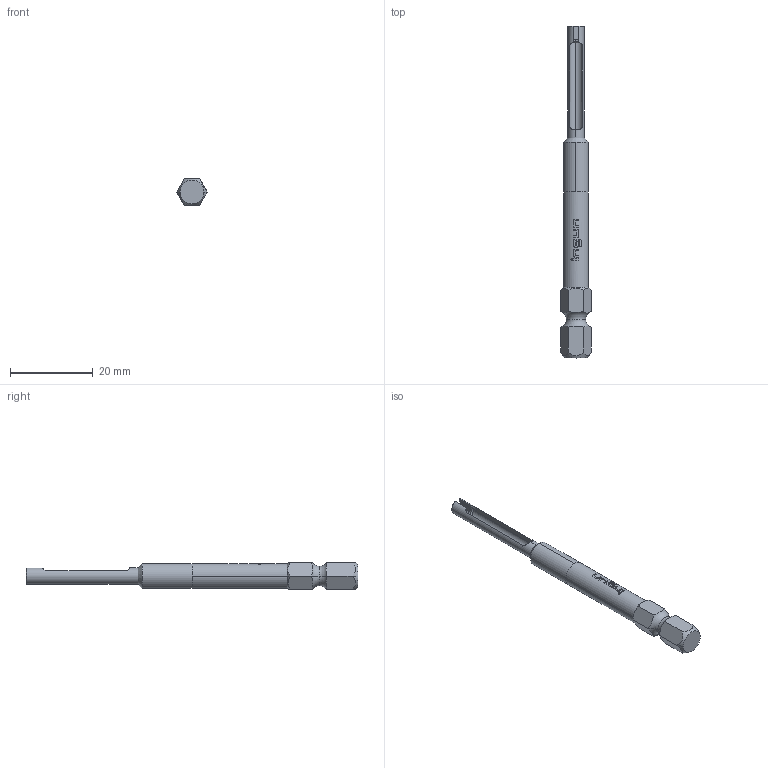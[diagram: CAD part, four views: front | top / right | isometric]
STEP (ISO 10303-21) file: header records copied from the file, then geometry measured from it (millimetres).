
FILE_DESCRIPTION (( 'STEP AP203' ), '1' );
FILE_NAME ('INGUN_BIT-VF-3_M.STEP', '2022-03-09T14:42:31', ( 'ochi' ), ( '' ), 'SwSTEP 2.0', 'SolidWorks 2018', '' );
FILE_SCHEMA (( 'CONFIG_CONTROL_DESIGN' ));
Length unit declared in the file: millimetre
Products named in the file (1): INGUN_BIT-VF-3_M
Bounding box: 7.33 x 80 x 6.35 mm (x, y, z)
Volume: 1622.8 mm3; surface area: 1595.2 mm2
Topology: 1 solids, 1 shells, 125 faces, 331 edges, 214 vertices
Faces by surface type: plane 67, cylinder 24, bspline 22, cone 8, torus 4
Entity records: 4481 total; most frequent: CARTESIAN_POINT 1537, ORIENTED_EDGE 662, DIRECTION 500, EDGE_CURVE 331, VERTEX_POINT 214, AXIS2_PLACEMENT_3D 187, EDGE_LOOP 131, VECTOR 126
